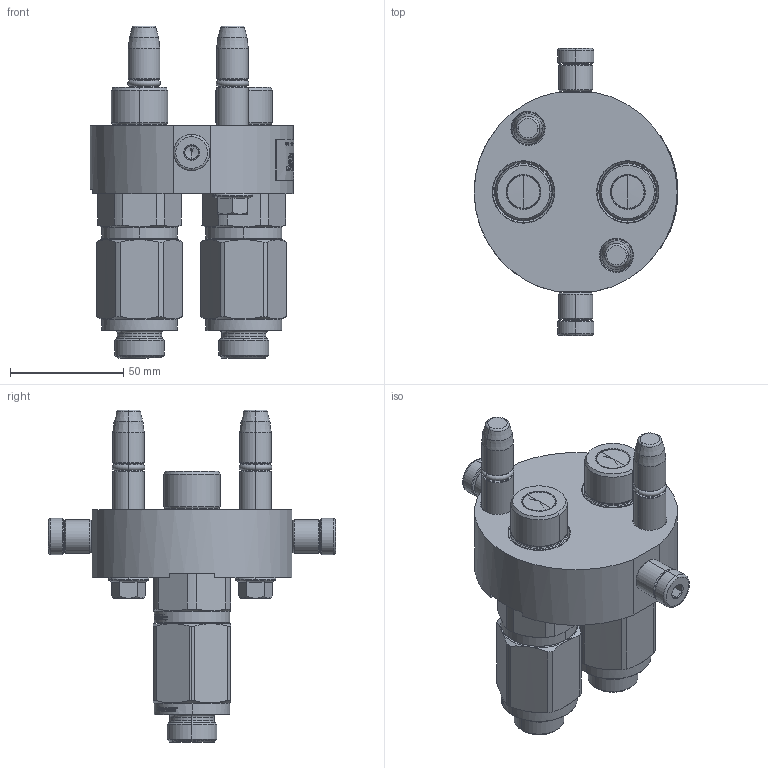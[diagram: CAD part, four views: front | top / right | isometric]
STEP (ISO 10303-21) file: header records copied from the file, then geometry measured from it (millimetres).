
FILE_DESCRIPTION (( 'STEP AP214' ), '1' );
FILE_NAME ('FASTER.step', '2025-12-05T08:03:01', ( '' ), ( '' ), 'SwSTEP 2.0', 'SolidWorks 2017', '' );
FILE_SCHEMA (( 'AUTOMOTIVE_DESIGN' ));
Length unit declared in the file: millimetre
Products named in the file (11): or2_62x9_19_m; 3ffnp12-2_22m; 1540_080_0008_000; 4830_028_1000_011; et002_tonda; 4820_010_0000_021; P208_M_BASE; 4830_021_0000_000; FASTER; 4830_013_3000_030
Assembly tree (16 placements, depth 3):
  FASTER
    P208_M_BASE
      4820_010_0000_021
      4830_021_0000_000  x2
      or2_62x9_19_m  x2
      1540_080_0008_000  x2
      4830_013_3000_030  x2
      4830_028_1000_011  x2
    3ffnp12-2_22m  x2
      3ffnp12-2_22m
    et002_tonda
Bounding box: 89.8 x 126.6 x 146.4 mm (x, y, z)
Volume: 2880 mm3; surface area: 80784.2 mm2
Topology: 5 solids, 34 shells, 1695 faces, 4875 edges, 3216 vertices
Faces by surface type: plane 744, bspline 315, cylinder 306, cone 238, torus 92
Entity records: 52184 total; most frequent: CARTESIAN_POINT 17954, ORIENTED_EDGE 6865, DIRECTION 5194, EDGE_CURVE 3613, VERTEX_POINT 2389, VECTOR 2000, LINE 2000, AXIS2_PLACEMENT_3D 1597
